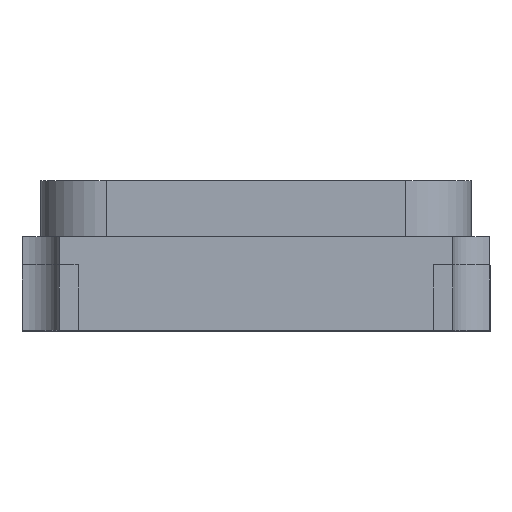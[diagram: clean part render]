
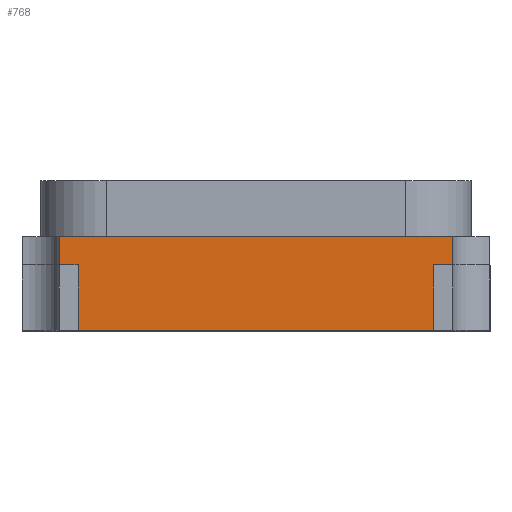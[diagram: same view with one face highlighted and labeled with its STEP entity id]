
A CAD part, top view. The second image highlights one B-rep face of the part: STEP entity #768.
In plain terms, the highlighted planar face has unit normal (0, 0, 1).
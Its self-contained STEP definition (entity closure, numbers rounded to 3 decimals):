
#31 = CARTESIAN_POINT ( 'NONE',  ( 1.25, 0., 1.6 ) ) ;
#242 = FACE_OUTER_BOUND ( 'NONE', #2772, .T. ) ;
#442 = CARTESIAN_POINT ( 'NONE',  ( -1.05, 0.35, 1.6 ) ) ;
#463 = VECTOR ( 'NONE', #1910, 1000. ) ;
#504 = EDGE_CURVE ( 'NONE', #5746, #2751, #1413, .T. ) ;
#619 = VECTOR ( 'NONE', #781, 1000. ) ;
#652 = VECTOR ( 'NONE', #2714, 1000. ) ;
#768 = ADVANCED_FACE ( 'NONE', ( #242 ), #5514, .F. ) ;
#781 = DIRECTION ( 'NONE',  ( -1., 0., 0. ) ) ;
#845 = DIRECTION ( 'NONE',  ( 0., 1., 0. ) ) ;
#1117 = DIRECTION ( 'NONE',  ( 0., 0., -1. ) ) ;
#1343 = ORIENTED_EDGE ( 'NONE', *, *, #6721, .T. ) ;
#1413 = LINE ( 'NONE', #7030, #4670 ) ;
#1415 = AXIS2_PLACEMENT_3D ( 'NONE', #3699, #1117, #8036 ) ;
#1825 = LINE ( 'NONE', #5679, #7441 ) ;
#1860 = CARTESIAN_POINT ( 'NONE',  ( 0.95, 0.5, 1.6 ) ) ;
#1910 = DIRECTION ( 'NONE',  ( 0., -1., 0. ) ) ;
#1943 = ORIENTED_EDGE ( 'NONE', *, *, #5038, .F. ) ;
#2021 = CARTESIAN_POINT ( 'NONE',  ( -1.05, 0.5, 1.6 ) ) ;
#2022 = LINE ( 'NONE', #2021, #652 ) ;
#2252 = ORIENTED_EDGE ( 'NONE', *, *, #4108, .F. ) ;
#2302 = LINE ( 'NONE', #7137, #3772 ) ;
#2313 = ORIENTED_EDGE ( 'NONE', *, *, #4882, .F. ) ;
#2447 = DIRECTION ( 'NONE',  ( 0., 1., 0. ) ) ;
#2488 = DIRECTION ( 'NONE',  ( -1., 0., 0. ) ) ;
#2506 = EDGE_CURVE ( 'NONE', #7426, #5977, #6301, .T. ) ;
#2567 = CARTESIAN_POINT ( 'NONE',  ( -0.95, 0.35, 1.6 ) ) ;
#2664 = CARTESIAN_POINT ( 'NONE',  ( 1.25, 0.35, 1.6 ) ) ;
#2714 = DIRECTION ( 'NONE',  ( 0., 1., 0. ) ) ;
#2751 = VERTEX_POINT ( 'NONE', #2567 ) ;
#2772 = EDGE_LOOP ( 'NONE', ( #6176, #2313, #6951, #1343, #2252, #1943, #5887, #3812 ) ) ;
#3193 = VERTEX_POINT ( 'NONE', #442 ) ;
#3201 = DIRECTION ( 'NONE',  ( 1., 0., 0. ) ) ;
#3234 = VERTEX_POINT ( 'NONE', #3558 ) ;
#3480 = VECTOR ( 'NONE', #2488, 1000. ) ;
#3558 = CARTESIAN_POINT ( 'NONE',  ( -1.05, 0.5, 1.6 ) ) ;
#3574 = CARTESIAN_POINT ( 'NONE',  ( 1.05, 0.5, 1.6 ) ) ;
#3699 = CARTESIAN_POINT ( 'NONE',  ( 1.25, 0.5, 1.6 ) ) ;
#3772 = VECTOR ( 'NONE', #7108, 1000. ) ;
#3812 = ORIENTED_EDGE ( 'NONE', *, *, #504, .F. ) ;
#3900 = VERTEX_POINT ( 'NONE', #4156 ) ;
#4108 = EDGE_CURVE ( 'NONE', #3234, #5220, #1825, .T. ) ;
#4156 = CARTESIAN_POINT ( 'NONE',  ( 0.95, 0., 1.6 ) ) ;
#4377 = LINE ( 'NONE', #4432, #7966 ) ;
#4432 = CARTESIAN_POINT ( 'NONE',  ( 1.05, 0.5, 1.6 ) ) ;
#4518 = CARTESIAN_POINT ( 'NONE',  ( -0.95, 0., 1.6 ) ) ;
#4670 = VECTOR ( 'NONE', #845, 1000. ) ;
#4882 = EDGE_CURVE ( 'NONE', #5977, #3900, #4890, .T. ) ;
#4890 = LINE ( 'NONE', #1860, #463 ) ;
#5038 = EDGE_CURVE ( 'NONE', #3193, #3234, #2022, .T. ) ;
#5152 = LINE ( 'NONE', #31, #3480 ) ;
#5220 = VERTEX_POINT ( 'NONE', #3574 ) ;
#5258 = CARTESIAN_POINT ( 'NONE',  ( 1.05, 0.35, 1.6 ) ) ;
#5514 = PLANE ( 'NONE',  #1415 ) ;
#5679 = CARTESIAN_POINT ( 'NONE',  ( -1.25, 0.5, 1.6 ) ) ;
#5746 = VERTEX_POINT ( 'NONE', #4518 ) ;
#5887 = ORIENTED_EDGE ( 'NONE', *, *, #6991, .F. ) ;
#5977 = VERTEX_POINT ( 'NONE', #7012 ) ;
#6176 = ORIENTED_EDGE ( 'NONE', *, *, #7268, .F. ) ;
#6301 = LINE ( 'NONE', #2664, #619 ) ;
#6721 = EDGE_CURVE ( 'NONE', #7426, #5220, #4377, .T. ) ;
#6951 = ORIENTED_EDGE ( 'NONE', *, *, #2506, .F. ) ;
#6991 = EDGE_CURVE ( 'NONE', #2751, #3193, #2302, .T. ) ;
#7012 = CARTESIAN_POINT ( 'NONE',  ( 0.95, 0.35, 1.6 ) ) ;
#7030 = CARTESIAN_POINT ( 'NONE',  ( -0.95, 0.5, 1.6 ) ) ;
#7108 = DIRECTION ( 'NONE',  ( -1., 0., 0. ) ) ;
#7137 = CARTESIAN_POINT ( 'NONE',  ( 1.25, 0.35, 1.6 ) ) ;
#7268 = EDGE_CURVE ( 'NONE', #3900, #5746, #5152, .T. ) ;
#7426 = VERTEX_POINT ( 'NONE', #5258 ) ;
#7441 = VECTOR ( 'NONE', #3201, 1000. ) ;
#7966 = VECTOR ( 'NONE', #2447, 1000. ) ;
#8036 = DIRECTION ( 'NONE',  ( -1., 0., 0. ) ) ;
